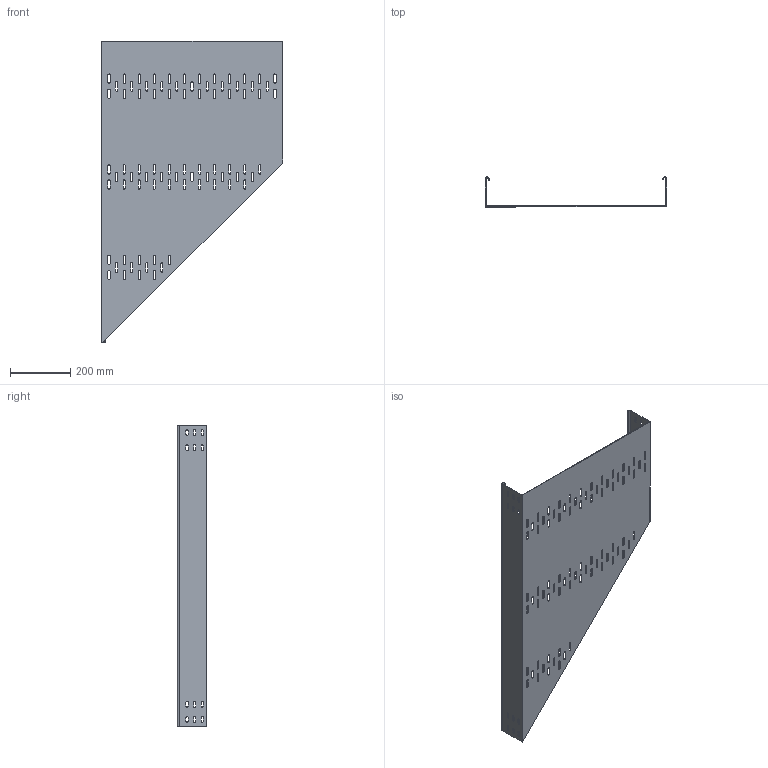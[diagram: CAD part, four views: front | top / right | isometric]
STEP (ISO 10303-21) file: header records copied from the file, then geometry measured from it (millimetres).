
FILE_DESCRIPTION (( 'STEP AP214' ), '1' );
FILE_NAME ('6061909.STEP', '2019-11-27T07:19:32', ( '' ), ( '' ), 'SwSTEP 2.0', 'SolidWorks 2018', '' );
FILE_SCHEMA (( 'AUTOMOTIVE_DESIGN' ));
Length unit declared in the file: millimetre
Products named in the file (1): 6061909
Bounding box: 600 x 98 x 1000 mm (x, y, z)
Volume: 1109494.2 mm3; surface area: 1129743.7 mm2
Topology: 1 solids, 1 shells, 525 faces, 1553 edges, 1030 vertices
Faces by surface type: cylinder 289, plane 236
Entity records: 19978 total; most frequent: DIRECTION 3183, CARTESIAN_POINT 3109, ORIENTED_EDGE 3106, EDGE_CURVE 1553, AXIS2_PLACEMENT_3D 1104, VERTEX_POINT 1030, LINE 975, VECTOR 975
